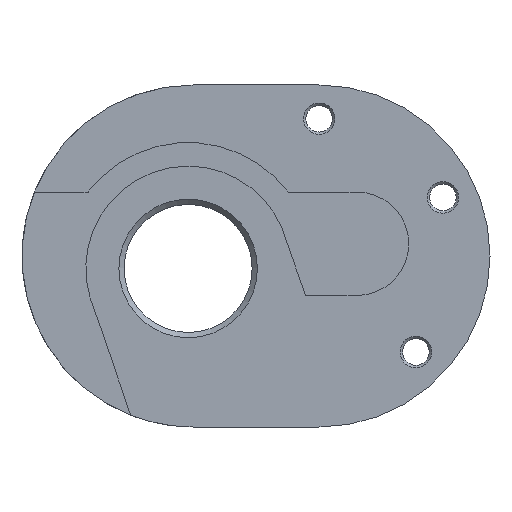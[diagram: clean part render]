
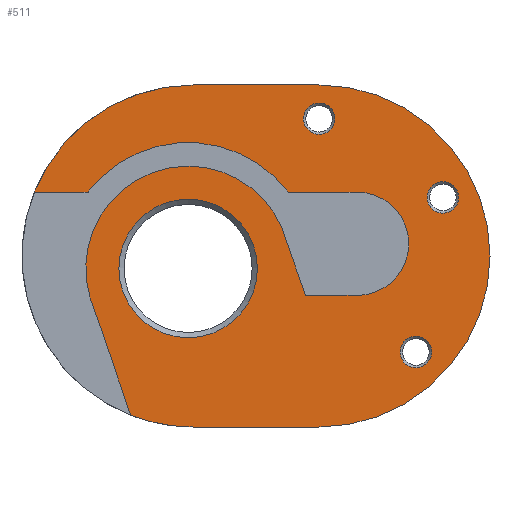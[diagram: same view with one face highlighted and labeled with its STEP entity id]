
A CAD part, front view. The second image highlights one B-rep face of the part: STEP entity #511.
In plain terms, the highlighted planar face has unit normal (0, -1, 0).
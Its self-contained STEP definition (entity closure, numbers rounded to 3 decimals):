
#17=FACE_BOUND('',#79,.T.);
#18=FACE_BOUND('',#80,.T.);
#19=FACE_BOUND('',#81,.T.);
#20=FACE_BOUND('',#82,.T.);
#26=PLANE('',#559);
#49=FACE_OUTER_BOUND('',#78,.T.);
#78=EDGE_LOOP('',(#364,#365,#366,#367,#368,#369,#370,#371,#372,#373,#374,
#375,#376,#377));
#79=EDGE_LOOP('',(#378));
#80=EDGE_LOOP('',(#379));
#81=EDGE_LOOP('',(#380));
#82=EDGE_LOOP('',(#381));
#116=LINE('',#801,#156);
#117=LINE('',#803,#157);
#118=LINE('',#807,#158);
#119=LINE('',#811,#159);
#120=LINE('',#815,#160);
#121=LINE('',#819,#161);
#122=LINE('',#823,#162);
#123=LINE('',#825,#163);
#156=VECTOR('',#635,10.);
#157=VECTOR('',#636,10.);
#158=VECTOR('',#639,10.);
#159=VECTOR('',#642,10.);
#160=VECTOR('',#645,10.);
#161=VECTOR('',#648,10.);
#162=VECTOR('',#651,10.);
#163=VECTOR('',#652,10.);
#194=CIRCLE('',#553,6.6);
#199=CIRCLE('',#560,16.3);
#200=CIRCLE('',#561,16.3);
#201=CIRCLE('',#562,16.3);
#202=CIRCLE('',#563,12.);
#203=CIRCLE('',#564,4.925);
#204=CIRCLE('',#565,9.75);
#205=CIRCLE('',#566,1.5);
#206=CIRCLE('',#567,1.5);
#207=CIRCLE('',#568,1.5);
#229=VERTEX_POINT('',#785);
#234=VERTEX_POINT('',#799);
#235=VERTEX_POINT('',#800);
#236=VERTEX_POINT('',#802);
#237=VERTEX_POINT('',#804);
#238=VERTEX_POINT('',#806);
#239=VERTEX_POINT('',#808);
#240=VERTEX_POINT('',#810);
#241=VERTEX_POINT('',#812);
#242=VERTEX_POINT('',#814);
#243=VERTEX_POINT('',#816);
#244=VERTEX_POINT('',#818);
#245=VERTEX_POINT('',#820);
#246=VERTEX_POINT('',#822);
#247=VERTEX_POINT('',#824);
#248=VERTEX_POINT('',#827);
#249=VERTEX_POINT('',#829);
#250=VERTEX_POINT('',#831);
#278=EDGE_CURVE('',#229,#229,#194,.T.);
#285=EDGE_CURVE('',#234,#235,#116,.T.);
#286=EDGE_CURVE('',#235,#236,#117,.T.);
#287=EDGE_CURVE('',#236,#237,#199,.T.);
#288=EDGE_CURVE('',#237,#238,#118,.T.);
#289=EDGE_CURVE('',#238,#239,#200,.T.);
#290=EDGE_CURVE('',#239,#240,#119,.T.);
#291=EDGE_CURVE('',#240,#241,#201,.T.);
#292=EDGE_CURVE('',#241,#242,#120,.T.);
#293=EDGE_CURVE('',#242,#243,#202,.T.);
#294=EDGE_CURVE('',#243,#244,#121,.T.);
#295=EDGE_CURVE('',#244,#245,#203,.T.);
#296=EDGE_CURVE('',#245,#246,#122,.T.);
#297=EDGE_CURVE('',#246,#247,#123,.T.);
#298=EDGE_CURVE('',#247,#234,#204,.T.);
#299=EDGE_CURVE('',#248,#248,#205,.T.);
#300=EDGE_CURVE('',#249,#249,#206,.T.);
#301=EDGE_CURVE('',#250,#250,#207,.T.);
#364=ORIENTED_EDGE('',*,*,#285,.T.);
#365=ORIENTED_EDGE('',*,*,#286,.T.);
#366=ORIENTED_EDGE('',*,*,#287,.T.);
#367=ORIENTED_EDGE('',*,*,#288,.T.);
#368=ORIENTED_EDGE('',*,*,#289,.T.);
#369=ORIENTED_EDGE('',*,*,#290,.T.);
#370=ORIENTED_EDGE('',*,*,#291,.T.);
#371=ORIENTED_EDGE('',*,*,#292,.T.);
#372=ORIENTED_EDGE('',*,*,#293,.T.);
#373=ORIENTED_EDGE('',*,*,#294,.T.);
#374=ORIENTED_EDGE('',*,*,#295,.T.);
#375=ORIENTED_EDGE('',*,*,#296,.T.);
#376=ORIENTED_EDGE('',*,*,#297,.T.);
#377=ORIENTED_EDGE('',*,*,#298,.T.);
#378=ORIENTED_EDGE('',*,*,#299,.T.);
#379=ORIENTED_EDGE('',*,*,#300,.T.);
#380=ORIENTED_EDGE('',*,*,#301,.T.);
#381=ORIENTED_EDGE('',*,*,#278,.F.);
#511=ADVANCED_FACE('',(#49,#17,#18,#19,#20),#26,.F.);
#553=AXIS2_PLACEMENT_3D('',#786,#619,#620);
#559=AXIS2_PLACEMENT_3D('',#798,#633,#634);
#560=AXIS2_PLACEMENT_3D('',#805,#637,#638);
#561=AXIS2_PLACEMENT_3D('',#809,#640,#641);
#562=AXIS2_PLACEMENT_3D('',#813,#643,#644);
#563=AXIS2_PLACEMENT_3D('',#817,#646,#647);
#564=AXIS2_PLACEMENT_3D('',#821,#649,#650);
#565=AXIS2_PLACEMENT_3D('',#826,#653,#654);
#566=AXIS2_PLACEMENT_3D('',#828,#655,#656);
#567=AXIS2_PLACEMENT_3D('',#830,#657,#658);
#568=AXIS2_PLACEMENT_3D('',#832,#659,#660);
#619=DIRECTION('center_axis',(0.,-1.,0.));
#620=DIRECTION('ref_axis',(0.,0.,-1.));
#633=DIRECTION('center_axis',(0.,1.,0.));
#634=DIRECTION('ref_axis',(1.,0.,0.));
#635=DIRECTION('',(0.333,0.,-0.943));
#636=DIRECTION('',(0.324,0.,-0.946));
#637=DIRECTION('center_axis',(0.,-1.,0.));
#638=DIRECTION('ref_axis',(0.,0.,1.));
#639=DIRECTION('',(1.,0.,0.));
#640=DIRECTION('center_axis',(0.,-1.,0.));
#641=DIRECTION('ref_axis',(0.,0.,
-1.));
#642=DIRECTION('',(-1.,0.,0.));
#643=DIRECTION('center_axis',(0.,-1.,0.));
#644=DIRECTION('ref_axis',(0.,0.,1.));
#645=DIRECTION('',(1.,0.,0.));
#646=DIRECTION('center_axis',(0.,1.,0.));
#647=DIRECTION('ref_axis',(-1.,0.,0.));
#648=DIRECTION('',(1.,0.,0.));
#649=DIRECTION('center_axis',(0.,1.,0.));
#650=DIRECTION('ref_axis',(0.,0.,-1.));
#651=DIRECTION('',(-1.,0.,0.));
#652=DIRECTION('',(-0.333,0.,0.943));
#653=DIRECTION('center_axis',(0.,-1.,0.));
#654=DIRECTION('ref_axis',(0.973,0.,0.233));
#655=DIRECTION('center_axis',(0.,1.,0.));
#656=DIRECTION('ref_axis',(0.,0.,-1.));
#657=DIRECTION('center_axis',(0.,1.,0.));
#658=DIRECTION('ref_axis',(0.,0.,-1.));
#659=DIRECTION('center_axis',(0.,1.,0.));
#660=DIRECTION('ref_axis',(0.,0.,-1.));
#785=CARTESIAN_POINT('',(-15.332,0.,12.62));
#786=CARTESIAN_POINT('Origin',(-15.332,0.,
6.02));
#798=CARTESIAN_POINT('Origin',(-15.332,0.,
6.02));
#799=CARTESIAN_POINT('',(-24.667,0.,3.204));
#800=CARTESIAN_POINT('',(-23.534,0.,0.));
#801=CARTESIAN_POINT('',(-24.024,0.,1.387));
#802=CARTESIAN_POINT('',(-20.807,0.,-7.971));
#803=CARTESIAN_POINT('',(-22.663,0.,-2.546));
#804=CARTESIAN_POINT('',(-14.866,0.,-9.092));
#805=CARTESIAN_POINT('Origin',(-14.866,0.,
7.208));
#806=CARTESIAN_POINT('',(-2.866,0.,-9.092));
#807=CARTESIAN_POINT('',(-14.866,0.,-9.092));
#808=CARTESIAN_POINT('',(-2.866,0.,23.508));
#809=CARTESIAN_POINT('Origin',(-2.866,0.,7.208));
#810=CARTESIAN_POINT('',(-14.866,0.,23.508));
#811=CARTESIAN_POINT('',(-2.866,0.,23.508));
#812=CARTESIAN_POINT('',(-29.984,0.,13.3));
#813=CARTESIAN_POINT('Origin',(-14.866,0.,
7.208));
#814=CARTESIAN_POINT('',(-24.872,0.,13.3));
#815=CARTESIAN_POINT('',(-20.102,0.,13.3));
#816=CARTESIAN_POINT('',(-5.793,0.,13.3));
#817=CARTESIAN_POINT('Origin',(-15.332,0.,
6.02));
#818=CARTESIAN_POINT('',(0.768,0.,13.3));
#819=CARTESIAN_POINT('',(-7.282,0.,13.3));
#820=CARTESIAN_POINT('',(0.768,0.,3.45));
#821=CARTESIAN_POINT('Origin',(0.768,0.,8.375));
#822=CARTESIAN_POINT('',(-4.139,0.,3.45));
#823=CARTESIAN_POINT('',(-9.735,0.,3.45));
#824=CARTESIAN_POINT('',(-5.85,0.,8.29));
#825=CARTESIAN_POINT('',(-6.02,0.,8.772));
#826=CARTESIAN_POINT('Origin',(-15.332,0.,
6.02));
#827=CARTESIAN_POINT('',(6.369,0.,-0.438));
#828=CARTESIAN_POINT('Origin',(6.369,0.,-1.938));
#829=CARTESIAN_POINT('',(-2.846,0.,21.785));
#830=CARTESIAN_POINT('Origin',(-2.846,0.,20.285));
#831=CARTESIAN_POINT('',(8.947,0.,14.286));
#832=CARTESIAN_POINT('Origin',(8.947,0.,12.786));
